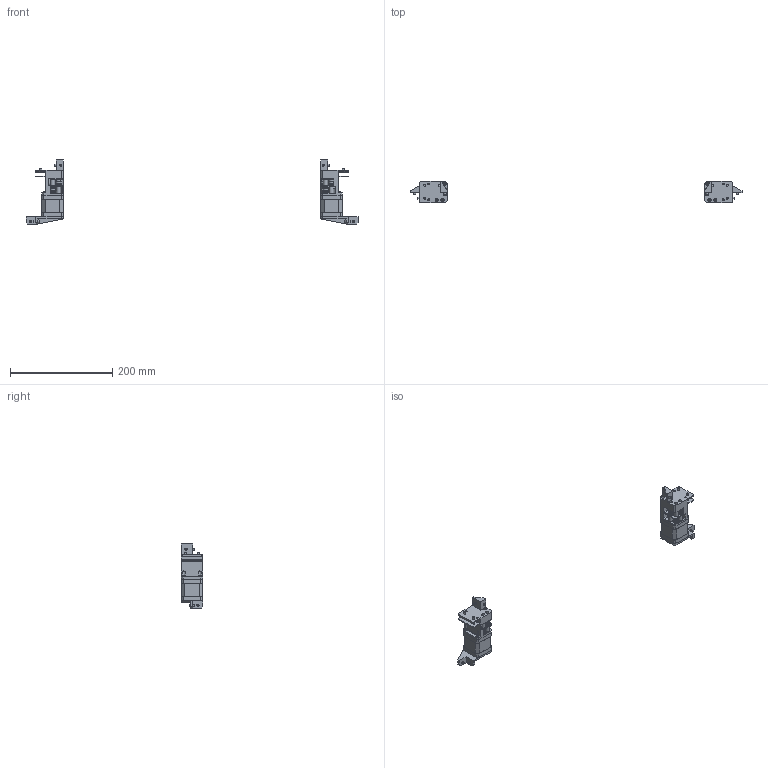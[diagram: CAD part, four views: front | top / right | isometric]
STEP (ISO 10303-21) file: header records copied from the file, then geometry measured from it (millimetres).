
FILE_DESCRIPTION(('STEP AP242'), '1');
FILE_NAME('V07-01-00 - XY portal', '2022-05-04T11:47:08', ('DeltaDesignRus'), (''), 'C3D Converter', 'C3D Toolkit', '');
FILE_SCHEMA(('AP242_MANAGED_MODEL_BASED_3D_ENGINEERING_MIM_LF { 1 0 10303 442 1 1 4 }'));
Length unit declared in the file: millimetre
Products named in the file (21): V07-01-00 - XY portal; V07-01-02-00(L) - X axis drive; Screw round M4x8; Screw round M3x8; Screw flat M4x8; Screw flat M3x35; Motor Nema17 L42; V07-01-01-01-04 - Roller spacer; Roller; Washer M3; V07-01-02-02 - X axis motor strengthener (Mirrored); V07-01-02-01(L) - X axis motor mount; Pulley 25-2GT-10T; V07-01-02-00(R) - X axis drive; V07-01-02-02 - X axis motor strengthener; V07-01-02-01(R) - X axis motor mount
Assembly tree (62 placements, depth 4):
  V07-01-00 - XY portal
    V07-01-02-00(L) - X axis drive
      Screw round M4x8  x4
      Screw round M3x8  x3
      Screw flat M4x8  x2
      Screw flat M3x35  x3
      Motor Nema17 L42
      V07-01-01-01-04 - Roller spacer  x3
      Roller
        (unnamed)  x2
        (unnamed)
        Washer M3
      Roller  x2
        (unnamed)
        (unnamed)
        Washer M3
      V07-01-02-02 - X axis motor strengthener (Mirrored)
      V07-01-02-01(L) - X axis motor mount
      Pulley 25-2GT-10T
    V07-01-02-00(R) - X axis drive
      Screw round M4x8  x4
      Screw round M3x8  x3
      V07-01-02-02 - X axis motor strengthener
      Screw flat M4x8  x2
      Screw flat M3x35  x3
      V07-01-01-01-04 - Roller spacer  x3
      Roller  x2
        (unnamed)
        (unnamed)
        Washer M3
      Roller
        (unnamed)  x2
        (unnamed)
        Washer M3
      Motor Nema17 L42
      V07-01-02-01(R) - X axis motor mount
      Pulley 25-2GT-10T
Bounding box: 648 x 42.74 x 125 mm (x, y, z)
Volume: 286463.9 mm3; surface area: 104021.9 mm2
Topology: 284 solids, 286 shells, 1986 faces, 5252 edges, 3698 vertices
Faces by surface type: plane 878, cylinder 518, cone 364, sphere 182, torus 40, bspline 4
Full cylindrical faces by diameter (mm): 2.8 x18, 3 x38, 3.2 x20, 4 x12, 4.3 x14, 4.4 x24, 4.7 x24, 5 x6, 5.1 x24, 5.7 x6, 5.973 x24, 6 x12, 7.027 x24, 7.6 x8, 7.9 x24, 8 x10, 8.6 x48, 9.823 x12, 10 x18, 11.5 x12, 19 x4, 22 x2
Entity records: 29976 total; most frequent: CARTESIAN_POINT 5178, DIRECTION 3720, ORIENTED_EDGE 3326, EDGE_CURVE 1663, AXIS2_PLACEMENT_3D 1407, VERTEX_POINT 1245, EDGE_LOOP 976, LINE 906
